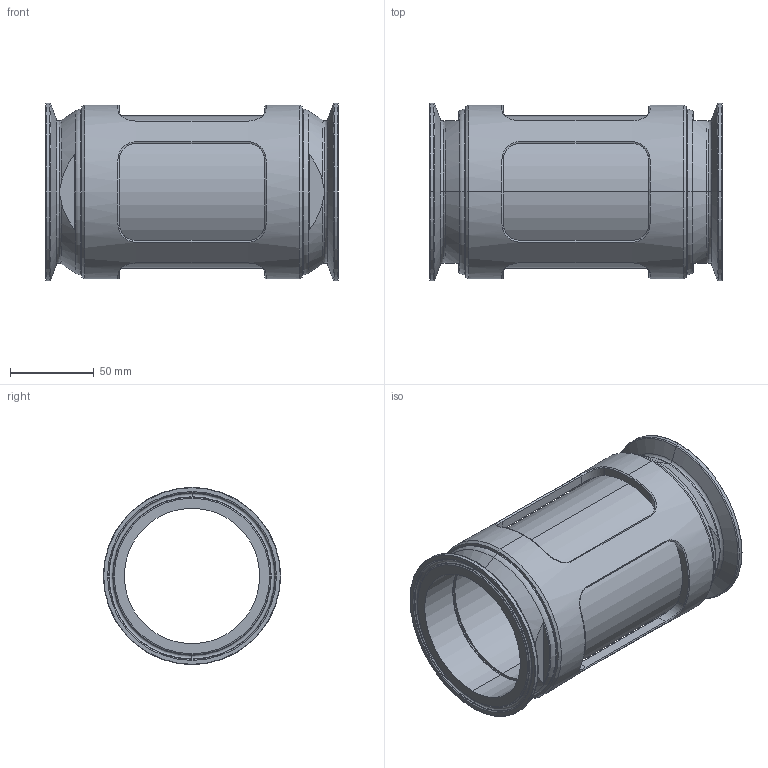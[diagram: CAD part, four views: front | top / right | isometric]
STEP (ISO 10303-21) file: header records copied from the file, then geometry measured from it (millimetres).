
FILE_DESCRIPTION (( 'STEP AP214' ), '1' );
FILE_NAME ('SG.SV.D080.STEP', '2020-02-10T14:30:47', ( '' ), ( '' ), 'SwSTEP 2.0', 'SolidWorks 2019', '' );
FILE_SCHEMA (( 'AUTOMOTIVE_DESIGN' ));
Length unit declared in the file: millimetre
Products named in the file (6): C0444 - VFI ORINGS_DN80S; C0444 - VFI ORINGS_DN80C; C0444 - SVFI FLANGE ENDS_DN80; DIN 32676 - STD - VFI - GLASS_DN80; C0444 - SVFI BODIES_DN80; SG.SV.D080
Assembly tree (8 placements, depth 2):
  SG.SV.D080
    C0444 - SVFI BODIES_DN80
    C0444 - VFI ORINGS_DN80S  x2
    C0444 - SVFI FLANGE ENDS_DN80  x2
    C0444 - VFI ORINGS_DN80C  x2
    DIN 32676 - STD - VFI - GLASS_DN80
Bounding box: 175 x 106 x 106 mm (x, y, z)
Volume: 360413.4 mm3; surface area: 202117.3 mm2
Topology: 8 solids, 8 shells, 352 faces, 834 edges, 506 vertices
Faces by surface type: cylinder 120, torus 88, plane 66, cone 44, bspline 34
Entity records: 20241 total; most frequent: CARTESIAN_POINT 14256, ORIENTED_EDGE 1270, DIRECTION 1153, EDGE_CURVE 635, AXIS2_PLACEMENT_3D 488, VERTEX_POINT 388, EDGE_LOOP 291, FACE_OUTER_BOUND 265
